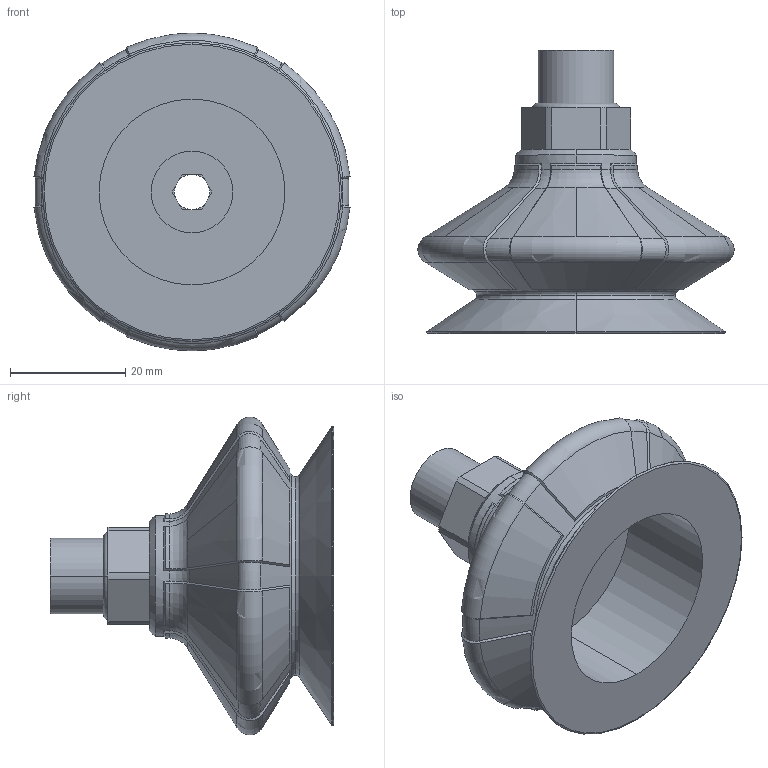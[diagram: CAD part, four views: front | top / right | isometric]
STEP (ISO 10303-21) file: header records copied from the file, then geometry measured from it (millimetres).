
FILE_DESCRIPTION (( 'STEP AP203' ), '1' );
FILE_NAME ('10.01.06.03500.step', '2021-04-14T12:32:39', ( '' ), ( '' ), 'SwSTEP 2.0', 'SolidWorks 2021', '' );
FILE_SCHEMA (( 'CONFIG_CONTROL_DESIGN' ));
Length unit declared in the file: millimetre
Products named in the file (1): 10.01.06.03500
Bounding box: 54.93 x 49.2 x 55.2 mm (x, y, z)
Volume: 28550.6 mm3; surface area: 14793.8 mm2
Topology: 4 solids, 4 shells, 253 faces, 605 edges, 364 vertices
Faces by surface type: plane 72, cone 52, bspline 48, cylinder 41, torus 40
Entity records: 11836 total; most frequent: CARTESIAN_POINT 6273, ORIENTED_EDGE 1210, DIRECTION 1053, EDGE_CURVE 605, AXIS2_PLACEMENT_3D 438, VERTEX_POINT 364, EDGE_LOOP 265, ADVANCED_FACE 253
